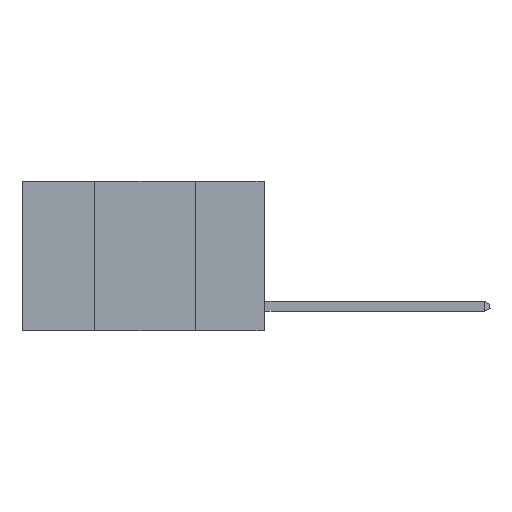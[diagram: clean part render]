
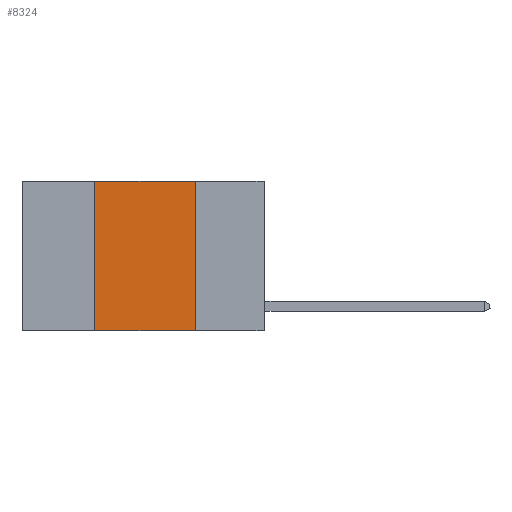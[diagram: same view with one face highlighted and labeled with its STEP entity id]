
A CAD part, left-side view. The second image highlights one B-rep face of the part: STEP entity #8324.
In plain terms, the highlighted planar face has unit normal (-1, 0, 0).
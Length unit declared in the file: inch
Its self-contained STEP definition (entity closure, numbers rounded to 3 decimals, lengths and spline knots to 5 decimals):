
#677 = CARTESIAN_POINT ( 'NONE',  ( 0., 0.6, 0. ) ) ;
#1151 = VECTOR ( 'NONE', #7277, 39.37008 ) ;
#1450 = CARTESIAN_POINT ( 'NONE',  ( 0., 0.6, -0.37 ) ) ;
#1692 = FACE_OUTER_BOUND ( 'NONE', #6643, .T. ) ;
#2187 = ORIENTED_EDGE ( 'NONE', *, *, #13254, .F. ) ;
#2723 = PLANE ( 'NONE',  #5332 ) ;
#3041 = VECTOR ( 'NONE', #9437, 39.37008 ) ;
#3342 = VERTEX_POINT ( 'NONE', #5724 ) ;
#3963 = VERTEX_POINT ( 'NONE', #12474 ) ;
#4175 = EDGE_CURVE ( 'NONE', #10127, #3963, #6457, .T. ) ;
#4253 = VECTOR ( 'NONE', #4683, 39.37008 ) ;
#4378 = CARTESIAN_POINT ( 'NONE',  ( 0., 0.6, 0. ) ) ;
#4683 = DIRECTION ( 'NONE',  ( 0., -1., 0. ) ) ;
#4962 = ORIENTED_EDGE ( 'NONE', *, *, #7026, .F. ) ;
#5332 = AXIS2_PLACEMENT_3D ( 'NONE', #677, #5670, #11880 ) ;
#5427 = LINE ( 'NONE', #9372, #1151 ) ;
#5576 = LINE ( 'NONE', #5646, #5924 ) ;
#5646 = CARTESIAN_POINT ( 'NONE',  ( 0., 0.42, 0. ) ) ;
#5670 = DIRECTION ( 'NONE',  ( 1., 0., 0. ) ) ;
#5724 = CARTESIAN_POINT ( 'NONE',  ( 0., 0.42, -0.37 ) ) ;
#5733 = LINE ( 'NONE', #1450, #4253 ) ;
#5924 = VECTOR ( 'NONE', #12187, 39.37008 ) ;
#6457 = LINE ( 'NONE', #4378, #3041 ) ;
#6643 = EDGE_LOOP ( 'NONE', ( #2187, #7767, #4962, #13268 ) ) ;
#7026 = EDGE_CURVE ( 'NONE', #3342, #10127, #5576, .T. ) ;
#7277 = DIRECTION ( 'NONE',  ( 0., 0., -1. ) ) ;
#7767 = ORIENTED_EDGE ( 'NONE', *, *, #4175, .F. ) ;
#7832 = EDGE_CURVE ( 'NONE', #3342, #12269, #5733, .T. ) ;
#7964 = CARTESIAN_POINT ( 'NONE',  ( 0., 0.17, -0.37 ) ) ;
#8324 = ADVANCED_FACE ( 'NONE', ( #1692 ), #2723, .F. ) ;
#9372 = CARTESIAN_POINT ( 'NONE',  ( 0., 0.17, 0. ) ) ;
#9437 = DIRECTION ( 'NONE',  ( 0., -1., 0. ) ) ;
#10127 = VERTEX_POINT ( 'NONE', #12289 ) ;
#11880 = DIRECTION ( 'NONE',  ( 0., 0., -1. ) ) ;
#12187 = DIRECTION ( 'NONE',  ( 0., 0., 1. ) ) ;
#12269 = VERTEX_POINT ( 'NONE', #7964 ) ;
#12289 = CARTESIAN_POINT ( 'NONE',  ( 0., 0.42, 0. ) ) ;
#12474 = CARTESIAN_POINT ( 'NONE',  ( 0., 0.17, 0. ) ) ;
#13254 = EDGE_CURVE ( 'NONE', #3963, #12269, #5427, .T. ) ;
#13268 = ORIENTED_EDGE ( 'NONE', *, *, #7832, .T. ) ;
